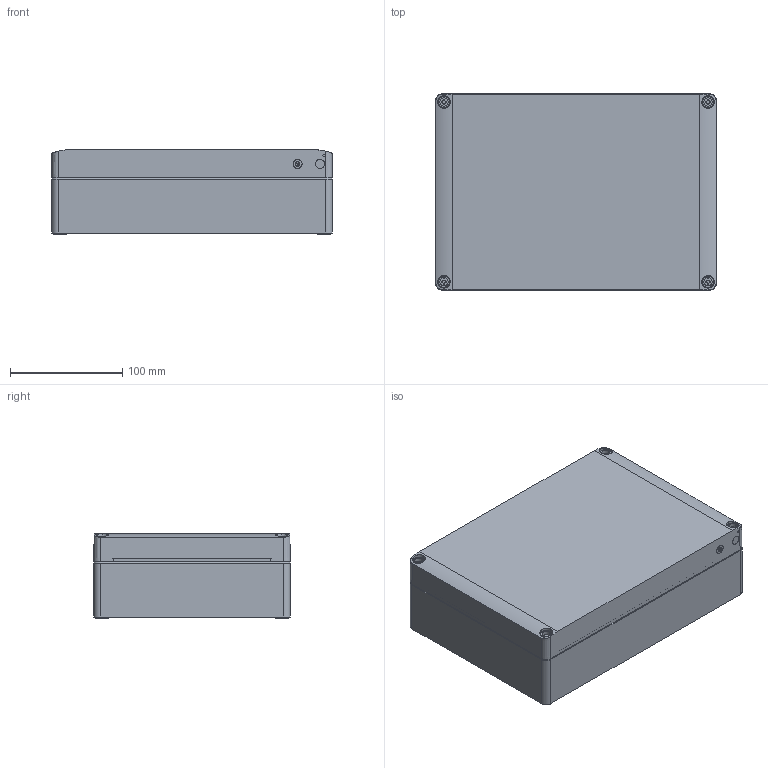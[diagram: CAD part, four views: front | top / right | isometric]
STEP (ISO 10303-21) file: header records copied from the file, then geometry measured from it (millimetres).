
FILE_DESCRIPTION(('CATIA V5R24 STEP','CAx-IF Rec.Pracs.--- Model Styling and Organization---1.2---2011-12-15'),'2;1');
FILE_NAME ('D1465067_0_9535450000_9535450000.stp','2018-09-18T12:47:14+00:00',('none'),('Weidmueller'),'CATIA Version 5-6 Release 2014 SP4 HF52','CATIA V5 STEP AP214','none');
FILE_SCHEMA(('AUTOMOTIVE_DESIGN { 1 0 10303 214 1 1 1 1 }'));
Length unit declared in the file: millimetre
Products named in the file (1): MPC_17-25-07
Bounding box: 250 x 175 x 75 mm (x, y, z)
Volume: 494762.4 mm3; surface area: 320451.7 mm2
Topology: 6 solids, 6 shells, 841 faces, 2097 edges, 1346 vertices
Faces by surface type: plane 371, cylinder 272, torus 116, cone 82
Entity records: 25208 total; most frequent: CARTESIAN_POINT 6169, ORIENTED_EDGE 4194, DIRECTION 3118, EDGE_CURVE 2097, AXIS2_PLACEMENT_3D 1498, VERTEX_POINT 1346, VECTOR 987, LINE 987
